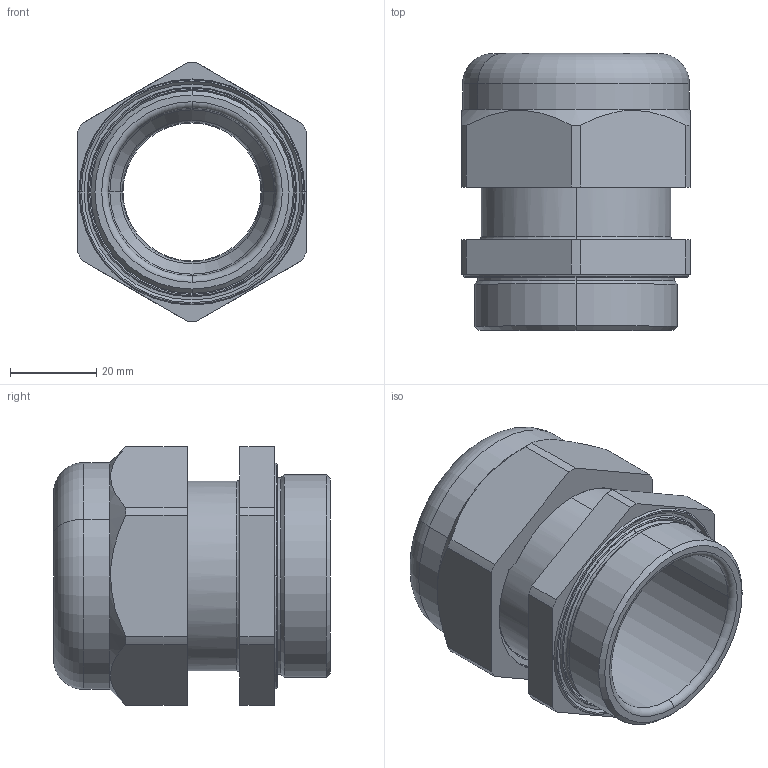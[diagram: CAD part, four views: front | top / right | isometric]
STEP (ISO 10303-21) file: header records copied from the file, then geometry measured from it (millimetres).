
FILE_DESCRIPTION (( 'STEP AP214' ), '1' );
FILE_NAME ('2022680.stp', '2017-09-28T07:48:07', ( '' ), ( '' ), 'SwSTEP 2.0', 'SolidWorks 2016', '' );
FILE_SCHEMA (( 'AUTOMOTIVE_DESIGN' ));
Length unit declared in the file: millimetre
Products named in the file (4): EV131-36-02_Pg36 Standard Gewinde; EV501_PG36; EV111-36-01_Gewindedarstellung; 2022680
Assembly tree (3 placements, depth 2):
  2022680
    EV111-36-01_Gewindedarstellung
    EV501_PG36
    EV131-36-02_Pg36 Standard Gewinde
Bounding box: 53 x 64.2 x 60 mm (x, y, z)
Volume: 59804.3 mm3; surface area: 37487.4 mm2
Topology: 3 solids, 3 shells, 452 faces, 1266 edges, 822 vertices
Faces by surface type: cylinder 187, plane 166, cone 45, torus 43, bspline 11
Entity records: 31082 total; most frequent: CARTESIAN_POINT 19670, ORIENTED_EDGE 2532, DIRECTION 2253, EDGE_CURVE 1266, AXIS2_PLACEMENT_3D 887, VERTEX_POINT 822, LINE 479, VECTOR 479
